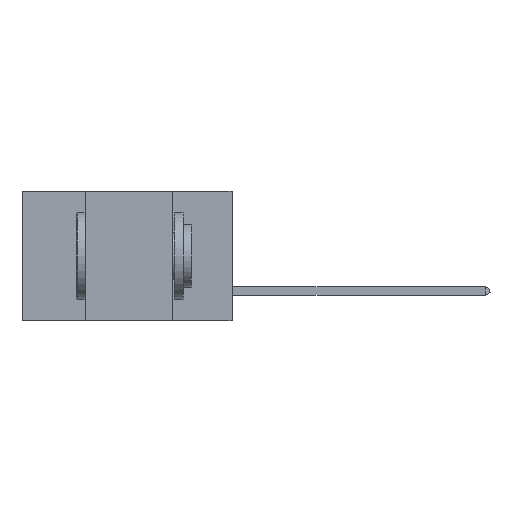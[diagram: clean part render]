
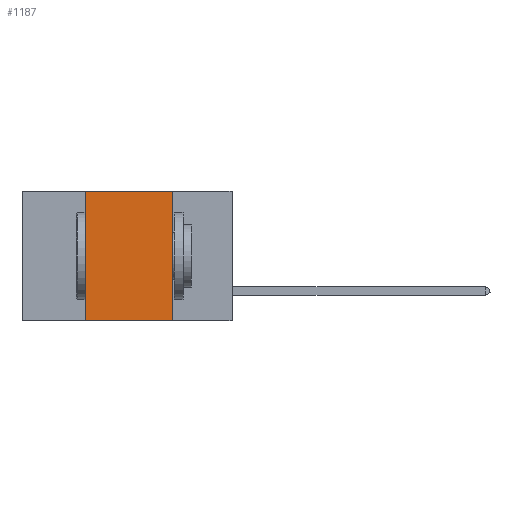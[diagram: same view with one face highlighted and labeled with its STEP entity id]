
A CAD part, left-side view. The second image highlights one B-rep face of the part: STEP entity #1187.
In plain terms, the highlighted planar face has unit normal (-1, 0, 0).
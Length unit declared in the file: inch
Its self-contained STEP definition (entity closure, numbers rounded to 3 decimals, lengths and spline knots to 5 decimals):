
#452 = DIRECTION ( 'NONE',  ( 0., 0., 1. ) ) ;
#1187 = ADVANCED_FACE ( 'NONE', ( #17653 ), #1245, .F. ) ;
#1245 = PLANE ( 'NONE',  #11389 ) ;
#2595 = EDGE_CURVE ( 'NONE', #8663, #5006, #11100, .T. ) ;
#4632 = EDGE_CURVE ( 'NONE', #20683, #21737, #18060, .T. ) ;
#4652 = ORIENTED_EDGE ( 'NONE', *, *, #4632, .F. ) ;
#5006 = VERTEX_POINT ( 'NONE', #7317 ) ;
#7276 = EDGE_CURVE ( 'NONE', #5006, #20683, #25335, .T. ) ;
#7317 = CARTESIAN_POINT ( 'NONE',  ( 0., 0.42, 0. ) ) ;
#8663 = VERTEX_POINT ( 'NONE', #18921 ) ;
#10790 = VECTOR ( 'NONE', #452, 39.37008 ) ;
#11100 = LINE ( 'NONE', #25428, #10790 ) ;
#11273 = ORIENTED_EDGE ( 'NONE', *, *, #2595, .F. ) ;
#11389 = AXIS2_PLACEMENT_3D ( 'NONE', #15122, #17270, #23080 ) ;
#12121 = DIRECTION ( 'NONE',  ( 0., -1., 0. ) ) ;
#12980 = DIRECTION ( 'NONE',  ( 0., 0., -1. ) ) ;
#13133 = VECTOR ( 'NONE', #12980, 39.37008 ) ;
#14198 = CARTESIAN_POINT ( 'NONE',  ( 0., 0.6, -0.37 ) ) ;
#14941 = CARTESIAN_POINT ( 'NONE',  ( 0., 0.17, 0. ) ) ;
#15122 = CARTESIAN_POINT ( 'NONE',  ( 0., 0.6, 0. ) ) ;
#15228 = ORIENTED_EDGE ( 'NONE', *, *, #15958, .T. ) ;
#15958 = EDGE_CURVE ( 'NONE', #8663, #21737, #16252, .T. ) ;
#16252 = LINE ( 'NONE', #14198, #21197 ) ;
#16648 = CARTESIAN_POINT ( 'NONE',  ( 0., 0.17, -0.37 ) ) ;
#16927 = EDGE_LOOP ( 'NONE', ( #4652, #20809, #11273, #15228 ) ) ;
#17270 = DIRECTION ( 'NONE',  ( 1., 0., 0. ) ) ;
#17653 = FACE_OUTER_BOUND ( 'NONE', #16927, .T. ) ;
#18060 = LINE ( 'NONE', #14941, #13133 ) ;
#18921 = CARTESIAN_POINT ( 'NONE',  ( 0., 0.42, -0.37 ) ) ;
#20683 = VERTEX_POINT ( 'NONE', #23295 ) ;
#20809 = ORIENTED_EDGE ( 'NONE', *, *, #7276, .F. ) ;
#20821 = DIRECTION ( 'NONE',  ( 0., -1., 0. ) ) ;
#21197 = VECTOR ( 'NONE', #12121, 39.37008 ) ;
#21543 = VECTOR ( 'NONE', #20821, 39.37008 ) ;
#21737 = VERTEX_POINT ( 'NONE', #16648 ) ;
#23080 = DIRECTION ( 'NONE',  ( 0., 0., -1. ) ) ;
#23295 = CARTESIAN_POINT ( 'NONE',  ( 0., 0.17, 0. ) ) ;
#25030 = CARTESIAN_POINT ( 'NONE',  ( 0., 0.6, 0. ) ) ;
#25335 = LINE ( 'NONE', #25030, #21543 ) ;
#25428 = CARTESIAN_POINT ( 'NONE',  ( 0., 0.42, 0. ) ) ;
